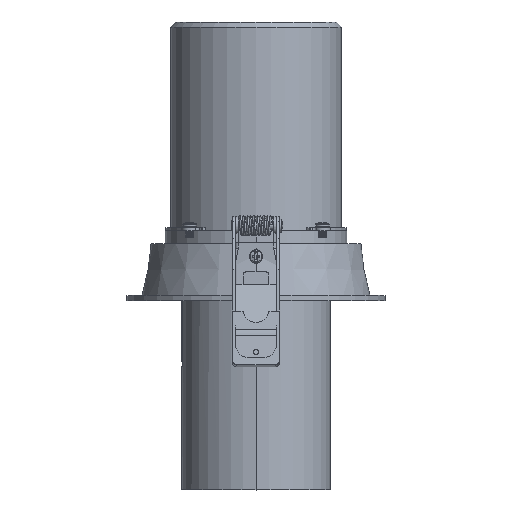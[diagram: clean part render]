
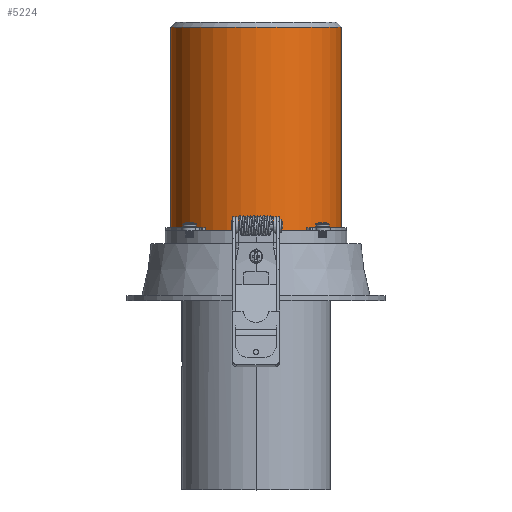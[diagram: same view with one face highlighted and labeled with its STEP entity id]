
A CAD part, top view. The second image highlights one B-rep face of the part: STEP entity #5224.
In plain terms, the highlighted cylindrical face has radius 33 mm (diameter 66 mm), a partial arc.
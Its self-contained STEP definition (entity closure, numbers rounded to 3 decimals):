
#5075=DIRECTION('',(0.,1.,0.));
#5076=VECTOR('',#5075,83.5);
#5077=CARTESIAN_POINT('',(33.,0.,0.));
#5078=LINE('',#5077,#5076);
#5084=DIRECTION('',(0.,-1.,0.));
#5085=VECTOR('',#5084,83.5);
#5086=CARTESIAN_POINT('',(-33.,83.5,0.));
#5087=LINE('',#5086,#5085);
#5088=CARTESIAN_POINT('',(0.,83.5,0.));
#5089=DIRECTION('',(0.,1.,0.));
#5090=DIRECTION('',(-1.,0.,0.));
#5091=AXIS2_PLACEMENT_3D('',#5088,#5089,#5090);
#5098=CARTESIAN_POINT('',(0.,0.,0.));
#5099=DIRECTION('',(0.,1.,0.));
#5100=DIRECTION('',(-1.,0.,0.));
#5101=AXIS2_PLACEMENT_3D('',#5098,#5099,#5100);
#5121=CARTESIAN_POINT('',(33.,0.,0.));
#5122=CARTESIAN_POINT('',(-33.,0.,0.));
#5123=VERTEX_POINT('',#5121);
#5124=VERTEX_POINT('',#5122);
#5131=CARTESIAN_POINT('',(-33.,83.5,0.));
#5132=VERTEX_POINT('',#5131);
#5133=CARTESIAN_POINT('',(33.,83.5,0.));
#5134=VERTEX_POINT('',#5133);
#5212=CARTESIAN_POINT('',(0.,89.775,0.));
#5213=DIRECTION('',(0.,-1.,0.));
#5214=DIRECTION('',(-1.,0.,0.));
#5215=AXIS2_PLACEMENT_3D('',#5212,#5213,#5214);
#5216=CYLINDRICAL_SURFACE('',#5215,33.);
#5217=ORIENTED_EDGE('',*,*,#5205,.F.);
#5218=ORIENTED_EDGE('',*,*,#5156,.T.);
#5219=ORIENTED_EDGE('',*,*,#5202,.F.);
#5221=ORIENTED_EDGE('',*,*,#5220,.F.);
#5222=EDGE_LOOP('',(#5217,#5218,#5219,#5221));
#5223=FACE_OUTER_BOUND('',#5222,.F.);
#5224=ADVANCED_FACE('',(#5223),#5216,.T.);
#5092=CIRCLE('',#5091,33.);
#5102=CIRCLE('',#5101,33.);
#5156=EDGE_CURVE('',#5132,#5134,#5092,.T.);
#5202=EDGE_CURVE('',#5123,#5134,#5078,.T.);
#5205=EDGE_CURVE('',#5132,#5124,#5087,.T.);
#5220=EDGE_CURVE('',#5124,#5123,#5102,.T.);
